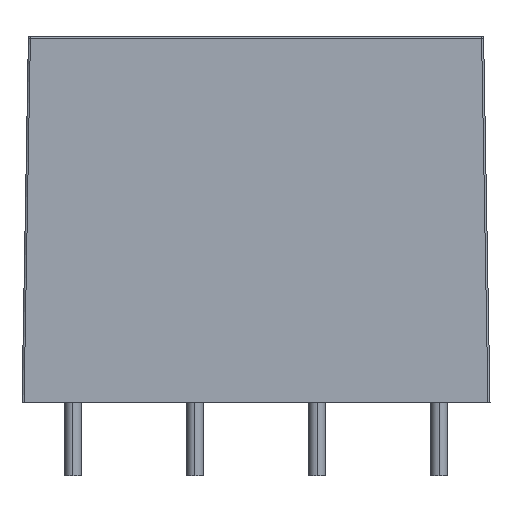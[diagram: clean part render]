
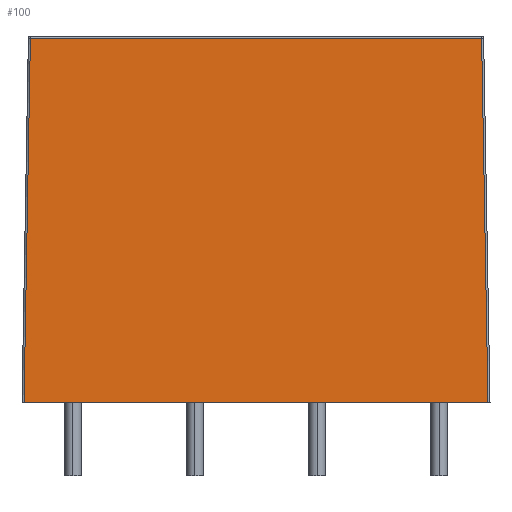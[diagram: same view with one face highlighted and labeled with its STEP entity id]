
A CAD part, left-side view. The second image highlights one B-rep face of the part: STEP entity #100.
In plain terms, the highlighted planar face has unit normal (-1, 0, 0.018).
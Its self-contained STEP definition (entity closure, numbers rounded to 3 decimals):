
#23 = LINE ( 'NONE', #7697, #7626 ) ;
#100 = ADVANCED_FACE ( 'NONE', ( #362 ), #584, .T. ) ;
#108 = LINE ( 'NONE', #348, #4880 ) ;
#348 = CARTESIAN_POINT ( 'NONE',  ( -19., 11.4, -0.002 ) ) ;
#362 = FACE_OUTER_BOUND ( 'NONE', #1508, .T. ) ;
#558 = DIRECTION ( 'NONE',  ( 0., -1., 0. ) ) ;
#584 = PLANE ( 'NONE',  #8181 ) ;
#1508 = EDGE_LOOP ( 'NONE', ( #3622, #4314, #5397, #6453 ) ) ;
#1703 = VERTEX_POINT ( 'NONE', #2106 ) ;
#1964 = VERTEX_POINT ( 'NONE', #6414 ) ;
#2106 = CARTESIAN_POINT ( 'NONE',  ( -19., 11.4, 0. ) ) ;
#2517 = EDGE_CURVE ( 'NONE', #7687, #8365, #5171, .T. ) ;
#2830 = EDGE_CURVE ( 'NONE', #8365, #1703, #108, .T. ) ;
#3622 = ORIENTED_EDGE ( 'NONE', *, *, #2517, .T. ) ;
#3775 = DIRECTION ( 'NONE',  ( 0.017, 0.017, 1. ) ) ;
#3782 = CARTESIAN_POINT ( 'NONE',  ( -19., 11.5, 0. ) ) ;
#3807 = DIRECTION ( 'NONE',  ( -1., 0., 0.017 ) ) ;
#3831 = DIRECTION ( 'NONE',  ( 0.017, 0., 1. ) ) ;
#4252 = DIRECTION ( 'NONE',  ( -0.017, 0.017, -1. ) ) ;
#4314 = ORIENTED_EDGE ( 'NONE', *, *, #2830, .T. ) ;
#4880 = VECTOR ( 'NONE', #4252, 1000. ) ;
#5171 = LINE ( 'NONE', #7911, #6177 ) ;
#5397 = ORIENTED_EDGE ( 'NONE', *, *, #6198, .T. ) ;
#5966 = DIRECTION ( 'NONE',  ( 0., 1., 0. ) ) ;
#6023 = CARTESIAN_POINT ( 'NONE',  ( -18.688, 11.088, 17.902 ) ) ;
#6177 = VECTOR ( 'NONE', #5966, 1000. ) ;
#6198 = EDGE_CURVE ( 'NONE', #1703, #1964, #7843, .T. ) ;
#6414 = CARTESIAN_POINT ( 'NONE',  ( -19., -11.4, 0. ) ) ;
#6417 = EDGE_CURVE ( 'NONE', #1964, #7687, #23, .T. ) ;
#6437 = CARTESIAN_POINT ( 'NONE',  ( -19., 11.5, 0. ) ) ;
#6453 = ORIENTED_EDGE ( 'NONE', *, *, #6417, .T. ) ;
#6585 = CARTESIAN_POINT ( 'NONE',  ( -18.688, -11.088, 17.902 ) ) ;
#7626 = VECTOR ( 'NONE', #3775, 1000. ) ;
#7687 = VERTEX_POINT ( 'NONE', #6585 ) ;
#7697 = CARTESIAN_POINT ( 'NONE',  ( -18.993, -11.393, 0.399 ) ) ;
#7843 = LINE ( 'NONE', #3782, #8140 ) ;
#7911 = CARTESIAN_POINT ( 'NONE',  ( -18.688, 11.186, 17.902 ) ) ;
#8140 = VECTOR ( 'NONE', #558, 1000. ) ;
#8181 = AXIS2_PLACEMENT_3D ( 'NONE', #6437, #3807, #3831 ) ;
#8365 = VERTEX_POINT ( 'NONE', #6023 ) ;
